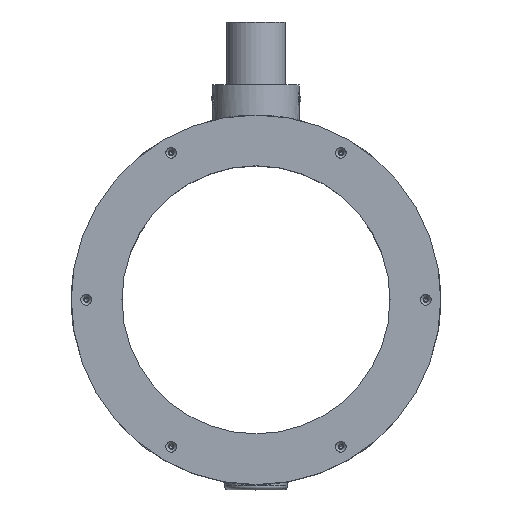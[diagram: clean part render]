
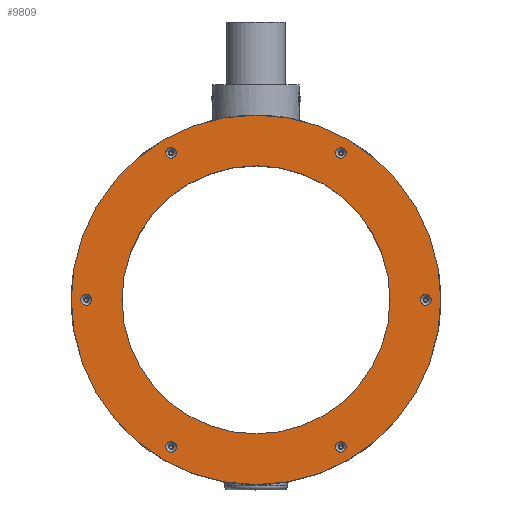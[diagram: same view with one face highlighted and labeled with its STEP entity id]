
A CAD part, top view. The second image highlights one B-rep face of the part: STEP entity #9809.
In plain terms, the highlighted planar face has unit normal (0, 0, 1).
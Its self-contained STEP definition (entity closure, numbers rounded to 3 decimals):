
#842 = ORIENTED_EDGE ( 'NONE', *, *, #21388, .T. ) ;
#892 = DIRECTION ( 'NONE',  ( 1., 0., 0. ) ) ;
#1663 = CARTESIAN_POINT ( 'NONE',  ( 107.925, -186.932, 90. ) ) ;
#1896 = CARTESIAN_POINT ( 'NONE',  ( 0., 0., 90. ) ) ;
#2412 = AXIS2_PLACEMENT_3D ( 'NONE', #14009, #16995, #10837 ) ;
#3048 = EDGE_LOOP ( 'NONE', ( #6396 ) ) ;
#3303 = AXIS2_PLACEMENT_3D ( 'NONE', #38411, #26723, #38988 ) ;
#3422 = AXIS2_PLACEMENT_3D ( 'NONE', #1663, #11550, #29191 ) ;
#3464 = FACE_OUTER_BOUND ( 'NONE', #25046, .T. ) ;
#3720 = CIRCLE ( 'NONE', #10059, 6.855 ) ;
#4086 = DIRECTION ( 'NONE',  ( 0., 0., 1. ) ) ;
#4266 = CARTESIAN_POINT ( 'NONE',  ( 114.78, -186.932, 90. ) ) ;
#4473 = CARTESIAN_POINT ( 'NONE',  ( -107.925, 186.932, 90. ) ) ;
#4648 = EDGE_CURVE ( 'NONE', #22114, #27746, #9335, .T. ) ;
#6228 = EDGE_CURVE ( 'NONE', #11037, #11037, #33486, .T. ) ;
#6396 = ORIENTED_EDGE ( 'NONE', *, *, #6228, .F. ) ;
#7202 = CIRCLE ( 'NONE', #3422, 6.855 ) ;
#7220 = CARTESIAN_POINT ( 'NONE',  ( -101.07, -186.932, 90. ) ) ;
#7585 = DIRECTION ( 'NONE',  ( 1., 0., 0. ) ) ;
#8038 = CARTESIAN_POINT ( 'NONE',  ( 170.5, 0., 90. ) ) ;
#8895 = ORIENTED_EDGE ( 'NONE', *, *, #16144, .F. ) ;
#9335 = CIRCLE ( 'NONE', #14420, 235. ) ;
#9758 = VERTEX_POINT ( 'NONE', #37125 ) ;
#9805 = VERTEX_POINT ( 'NONE', #4266 ) ;
#9809 = ADVANCED_FACE ( 'NONE', ( #36968, #25078, #30620, #36783, #25481, #25286, #22324, #3464 ), #31020, .T. ) ;
#10059 = AXIS2_PLACEMENT_3D ( 'NONE', #4473, #4086, #16005 ) ;
#10656 = CIRCLE ( 'NONE', #2412, 6.855 ) ;
#10837 = DIRECTION ( 'NONE',  ( 1., 0., 0. ) ) ;
#11037 = VERTEX_POINT ( 'NONE', #8038 ) ;
#11325 = ORIENTED_EDGE ( 'NONE', *, *, #29366, .F. ) ;
#11550 = DIRECTION ( 'NONE',  ( 0., 0., 1. ) ) ;
#13002 = VERTEX_POINT ( 'NONE', #25084 ) ;
#13024 = EDGE_CURVE ( 'NONE', #13212, #13212, #31735, .T. ) ;
#13035 = EDGE_LOOP ( 'NONE', ( #11325 ) ) ;
#13212 = VERTEX_POINT ( 'NONE', #7220 ) ;
#13937 = ORIENTED_EDGE ( 'NONE', *, *, #4648, .T. ) ;
#14009 = CARTESIAN_POINT ( 'NONE',  ( 215.85, 0., 90. ) ) ;
#14420 = AXIS2_PLACEMENT_3D ( 'NONE', #20181, #32241, #29253 ) ;
#14675 = AXIS2_PLACEMENT_3D ( 'NONE', #31423, #27643, #892 ) ;
#14809 = EDGE_CURVE ( 'NONE', #22329, #22329, #27348, .T. ) ;
#15415 = ORIENTED_EDGE ( 'NONE', *, *, #13024, .F. ) ;
#16005 = DIRECTION ( 'NONE',  ( 1., 0., 0. ) ) ;
#16144 = EDGE_CURVE ( 'NONE', #9805, #9805, #7202, .T. ) ;
#16995 = DIRECTION ( 'NONE',  ( 0., 0., 1. ) ) ;
#17562 = CARTESIAN_POINT ( 'NONE',  ( -101.07, 186.932, 90. ) ) ;
#17670 = ORIENTED_EDGE ( 'NONE', *, *, #14809, .F. ) ;
#17672 = AXIS2_PLACEMENT_3D ( 'NONE', #1896, #29233, #35782 ) ;
#18129 = ORIENTED_EDGE ( 'NONE', *, *, #20436, .F. ) ;
#18895 = CIRCLE ( 'NONE', #22665, 6.855 ) ;
#19731 = DIRECTION ( 'NONE',  ( 0., 0., 1. ) ) ;
#19787 = EDGE_LOOP ( 'NONE', ( #15415 ) ) ;
#20074 = EDGE_LOOP ( 'NONE', ( #17670 ) ) ;
#20105 = EDGE_LOOP ( 'NONE', ( #18129 ) ) ;
#20181 = CARTESIAN_POINT ( 'NONE',  ( 0., 0., 90. ) ) ;
#20436 = EDGE_CURVE ( 'NONE', #13002, #13002, #10656, .T. ) ;
#21308 = VERTEX_POINT ( 'NONE', #17562 ) ;
#21388 = EDGE_CURVE ( 'NONE', #27746, #22114, #31561, .T. ) ;
#21492 = AXIS2_PLACEMENT_3D ( 'NONE', #26744, #38816, #36432 ) ;
#21711 = EDGE_LOOP ( 'NONE', ( #8895 ) ) ;
#22114 = VERTEX_POINT ( 'NONE', #35487 ) ;
#22324 = FACE_BOUND ( 'NONE', #3048, .T. ) ;
#22329 = VERTEX_POINT ( 'NONE', #24499 ) ;
#22665 = AXIS2_PLACEMENT_3D ( 'NONE', #24169, #30086, #26928 ) ;
#23251 = CARTESIAN_POINT ( 'NONE',  ( -107.925, -186.932, 90. ) ) ;
#24169 = CARTESIAN_POINT ( 'NONE',  ( -215.85, 0., 90. ) ) ;
#24499 = CARTESIAN_POINT ( 'NONE',  ( 114.78, 186.932, 90. ) ) ;
#25046 = EDGE_LOOP ( 'NONE', ( #13937, #842 ) ) ;
#25078 = FACE_BOUND ( 'NONE', #20074, .T. ) ;
#25084 = CARTESIAN_POINT ( 'NONE',  ( 222.705, 0., 90. ) ) ;
#25286 = FACE_BOUND ( 'NONE', #37477, .T. ) ;
#25481 = FACE_BOUND ( 'NONE', #19787, .T. ) ;
#26723 = DIRECTION ( 'NONE',  ( 0., 0., 1. ) ) ;
#26744 = CARTESIAN_POINT ( 'NONE',  ( 0., 0., 90. ) ) ;
#26928 = DIRECTION ( 'NONE',  ( 1., 0., 0. ) ) ;
#27348 = CIRCLE ( 'NONE', #3303, 6.855 ) ;
#27643 = DIRECTION ( 'NONE',  ( 0., 0., 1. ) ) ;
#27746 = VERTEX_POINT ( 'NONE', #34923 ) ;
#27901 = ORIENTED_EDGE ( 'NONE', *, *, #39153, .F. ) ;
#29191 = DIRECTION ( 'NONE',  ( 1., 0., 0. ) ) ;
#29233 = DIRECTION ( 'NONE',  ( 0., 0., 1. ) ) ;
#29253 = DIRECTION ( 'NONE',  ( 1., 0., 0. ) ) ;
#29366 = EDGE_CURVE ( 'NONE', #21308, #21308, #3720, .T. ) ;
#30086 = DIRECTION ( 'NONE',  ( 0., 0., 1. ) ) ;
#30620 = FACE_BOUND ( 'NONE', #20105, .T. ) ;
#31020 = PLANE ( 'NONE',  #14675 ) ;
#31423 = CARTESIAN_POINT ( 'NONE',  ( 0., 0., 90. ) ) ;
#31561 = CIRCLE ( 'NONE', #17672, 235. ) ;
#31735 = CIRCLE ( 'NONE', #36786, 6.855 ) ;
#32241 = DIRECTION ( 'NONE',  ( 0., 0., 1. ) ) ;
#33486 = CIRCLE ( 'NONE', #21492, 170.5 ) ;
#34923 = CARTESIAN_POINT ( 'NONE',  ( 0., -235., 90. ) ) ;
#35487 = CARTESIAN_POINT ( 'NONE',  ( 0., 235., 90. ) ) ;
#35782 = DIRECTION ( 'NONE',  ( 1., 0., 0. ) ) ;
#36432 = DIRECTION ( 'NONE',  ( 1., 0., 0. ) ) ;
#36783 = FACE_BOUND ( 'NONE', #21711, .T. ) ;
#36786 = AXIS2_PLACEMENT_3D ( 'NONE', #23251, #19731, #7585 ) ;
#36968 = FACE_BOUND ( 'NONE', #13035, .T. ) ;
#37125 = CARTESIAN_POINT ( 'NONE',  ( -208.995, 0., 90. ) ) ;
#37477 = EDGE_LOOP ( 'NONE', ( #27901 ) ) ;
#38411 = CARTESIAN_POINT ( 'NONE',  ( 107.925, 186.932, 90. ) ) ;
#38816 = DIRECTION ( 'NONE',  ( 0., 0., 1. ) ) ;
#38988 = DIRECTION ( 'NONE',  ( 1., 0., 0. ) ) ;
#39153 = EDGE_CURVE ( 'NONE', #9758, #9758, #18895, .T. ) ;
